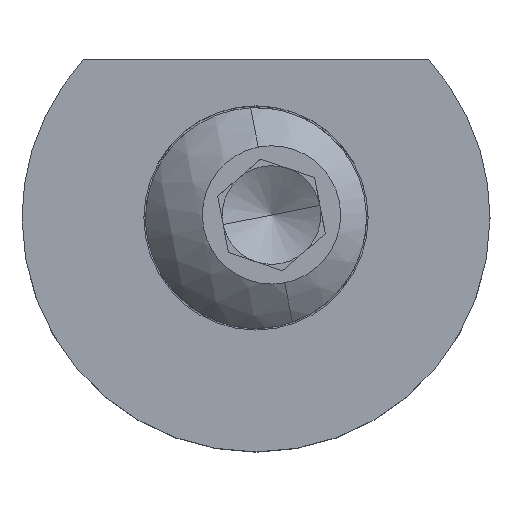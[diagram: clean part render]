
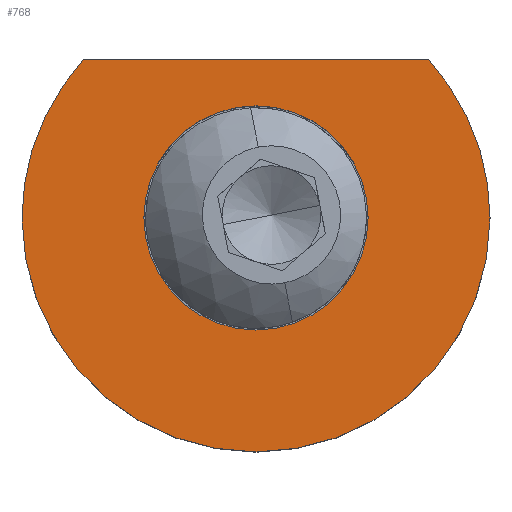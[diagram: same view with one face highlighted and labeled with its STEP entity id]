
A CAD part, top view. The second image highlights one B-rep face of the part: STEP entity #768.
In plain terms, the highlighted planar face has unit normal (0, 0, 1).
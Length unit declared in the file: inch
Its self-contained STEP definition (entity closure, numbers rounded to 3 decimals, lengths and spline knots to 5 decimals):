
#13 = EDGE_CURVE ( 'NONE', #85, #307, #178, .T. ) ;
#39 = DIRECTION ( 'NONE',  ( 1., 0., 0. ) ) ;
#48 = DIRECTION ( 'NONE',  ( 1., 0., 0. ) ) ;
#63 = CARTESIAN_POINT ( 'NONE',  ( 0., 0., 0.45 ) ) ;
#75 = EDGE_CURVE ( 'NONE', #494, #85, #397, .T. ) ;
#85 = VERTEX_POINT ( 'NONE', #154 ) ;
#117 = DIRECTION ( 'NONE',  ( 0., 0., 1. ) ) ;
#128 = VERTEX_POINT ( 'NONE', #1212 ) ;
#154 = CARTESIAN_POINT ( 'NONE',  ( -0.54553, 0.5, 0.45 ) ) ;
#178 = CIRCLE ( 'NONE', #941, 0.74 ) ;
#192 = AXIS2_PLACEMENT_3D ( 'NONE', #632, #1259, #626 ) ;
#193 = DIRECTION ( 'NONE',  ( 1., 0., 0. ) ) ;
#274 = ORIENTED_EDGE ( 'NONE', *, *, #309, .T. ) ;
#299 = CIRCLE ( 'NONE', #754, 0.3545 ) ;
#307 = VERTEX_POINT ( 'NONE', #1296 ) ;
#309 = EDGE_CURVE ( 'NONE', #128, #494, #576, .T. ) ;
#389 = ORIENTED_EDGE ( 'NONE', *, *, #901, .T. ) ;
#393 = EDGE_LOOP ( 'NONE', ( #637, #389, #274, #859 ) ) ;
#397 = LINE ( 'NONE', #590, #963 ) ;
#418 = DIRECTION ( 'NONE',  ( 1., 0., 0. ) ) ;
#421 = CARTESIAN_POINT ( 'NONE',  ( -0.3545, 0., 0.45 ) ) ;
#461 = VERTEX_POINT ( 'NONE', #421 ) ;
#477 = ORIENTED_EDGE ( 'NONE', *, *, #817, .F. ) ;
#494 = VERTEX_POINT ( 'NONE', #741 ) ;
#539 = AXIS2_PLACEMENT_3D ( 'NONE', #881, #117, #761 ) ;
#552 = EDGE_CURVE ( 'NONE', #988, #461, #299, .T. ) ;
#576 = CIRCLE ( 'NONE', #539, 0.74 ) ;
#585 = EDGE_LOOP ( 'NONE', ( #635, #477 ) ) ;
#590 = CARTESIAN_POINT ( 'NONE',  ( 0., 0.5, 0.45 ) ) ;
#626 = DIRECTION ( 'NONE',  ( 1., 0., 0. ) ) ;
#632 = CARTESIAN_POINT ( 'NONE',  ( 0., 0., 0.45 ) ) ;
#635 = ORIENTED_EDGE ( 'NONE', *, *, #552, .F. ) ;
#637 = ORIENTED_EDGE ( 'NONE', *, *, #13, .T. ) ;
#640 = FACE_OUTER_BOUND ( 'NONE', #393, .T. ) ;
#651 = PLANE ( 'NONE',  #951 ) ;
#732 = CARTESIAN_POINT ( 'NONE',  ( 0., 0., 0.45 ) ) ;
#741 = CARTESIAN_POINT ( 'NONE',  ( 0.54553, 0.5, 0.45 ) ) ;
#754 = AXIS2_PLACEMENT_3D ( 'NONE', #732, #853, #193 ) ;
#761 = DIRECTION ( 'NONE',  ( 1., 0., 0. ) ) ;
#768 = ADVANCED_FACE ( 'NONE', ( #1213, #640 ), #651, .T. ) ;
#797 = DIRECTION ( 'NONE',  ( 0., 0., 1. ) ) ;
#811 = DIRECTION ( 'NONE',  ( 0., 0., 1. ) ) ;
#817 = EDGE_CURVE ( 'NONE', #461, #988, #1143, .T. ) ;
#853 = DIRECTION ( 'NONE',  ( 0., 0., 1. ) ) ;
#859 = ORIENTED_EDGE ( 'NONE', *, *, #75, .T. ) ;
#867 = CIRCLE ( 'NONE', #192, 0.74 ) ;
#881 = CARTESIAN_POINT ( 'NONE',  ( 0., 0., 0.45 ) ) ;
#901 = EDGE_CURVE ( 'NONE', #307, #128, #867, .T. ) ;
#927 = DIRECTION ( 'NONE',  ( 0., 0., 1. ) ) ;
#941 = AXIS2_PLACEMENT_3D ( 'NONE', #1114, #811, #48 ) ;
#951 = AXIS2_PLACEMENT_3D ( 'NONE', #1294, #927, #418 ) ;
#963 = VECTOR ( 'NONE', #1229, 39.37008 ) ;
#988 = VERTEX_POINT ( 'NONE', #1337 ) ;
#1114 = CARTESIAN_POINT ( 'NONE',  ( 0., 0., 0.45 ) ) ;
#1143 = CIRCLE ( 'NONE', #1160, 0.3545 ) ;
#1160 = AXIS2_PLACEMENT_3D ( 'NONE', #63, #797, #39 ) ;
#1212 = CARTESIAN_POINT ( 'NONE',  ( 0.74, 0., 0.45 ) ) ;
#1213 = FACE_BOUND ( 'NONE', #585, .T. ) ;
#1229 = DIRECTION ( 'NONE',  ( -1., 0., 0. ) ) ;
#1259 = DIRECTION ( 'NONE',  ( 0., 0., 1. ) ) ;
#1294 = CARTESIAN_POINT ( 'NONE',  ( 0., 0., 0.45 ) ) ;
#1296 = CARTESIAN_POINT ( 'NONE',  ( -0.74, 0., 0.45 ) ) ;
#1337 = CARTESIAN_POINT ( 'NONE',  ( 0.3545, 0., 0.45 ) ) ;
